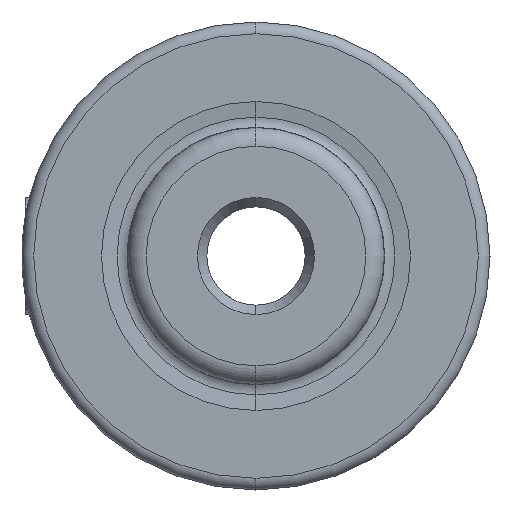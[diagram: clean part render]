
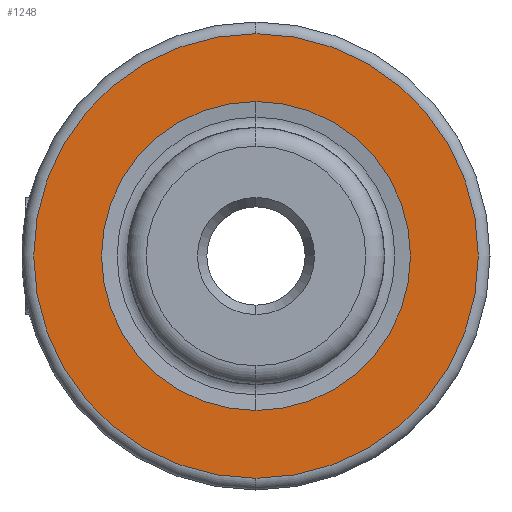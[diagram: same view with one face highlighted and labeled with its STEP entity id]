
A CAD part, left-side view. The second image highlights one B-rep face of the part: STEP entity #1248.
In plain terms, the highlighted planar face has unit normal (-1, 0, 0).
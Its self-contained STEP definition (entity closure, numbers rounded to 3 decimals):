
#2 = EDGE_CURVE ( 'NONE', #167, #1720, #1694, .T. ) ;
#9 = DIRECTION ( 'NONE',  ( 0., 0., 1. ) ) ;
#79 = CARTESIAN_POINT ( 'NONE',  ( 0., 0., 6.603 ) ) ;
#167 = VERTEX_POINT ( 'NONE', #1402 ) ;
#184 = EDGE_CURVE ( 'NONE', #1311, #622, #1247, .T. ) ;
#224 = EDGE_LOOP ( 'NONE', ( #1785, #1751 ) ) ;
#270 = DIRECTION ( 'NONE',  ( 0., 0., 1. ) ) ;
#283 = DIRECTION ( 'NONE',  ( -1., 0., 0. ) ) ;
#289 = CARTESIAN_POINT ( 'NONE',  ( 0., 0., 0. ) ) ;
#562 = DIRECTION ( 'NONE',  ( -1., 0., 0. ) ) ;
#622 = VERTEX_POINT ( 'NONE', #1880 ) ;
#636 = CARTESIAN_POINT ( 'NONE',  ( 0., 0., 9.5 ) ) ;
#790 = ORIENTED_EDGE ( 'NONE', *, *, #184, .F. ) ;
#981 = AXIS2_PLACEMENT_3D ( 'NONE', #1616, #1986, #9 ) ;
#1033 = CIRCLE ( 'NONE', #1711, 6.603 ) ;
#1068 = ORIENTED_EDGE ( 'NONE', *, *, #2104, .F. ) ;
#1185 = AXIS2_PLACEMENT_3D ( 'NONE', #2048, #2065, #2073 ) ;
#1211 = DIRECTION ( 'NONE',  ( 0., 0., -1. ) ) ;
#1217 = EDGE_LOOP ( 'NONE', ( #790, #1068 ) ) ;
#1241 = PLANE ( 'NONE',  #1803 ) ;
#1247 = CIRCLE ( 'NONE', #1185, 6.603 ) ;
#1248 = ADVANCED_FACE ( 'NONE', ( #1966, #1483 ), #1241, .F. ) ;
#1311 = VERTEX_POINT ( 'NONE', #79 ) ;
#1402 = CARTESIAN_POINT ( 'NONE',  ( 0., 0., -9.5 ) ) ;
#1408 = DIRECTION ( 'NONE',  ( 1., 0., 0. ) ) ;
#1483 = FACE_OUTER_BOUND ( 'NONE', #224, .T. ) ;
#1517 = AXIS2_PLACEMENT_3D ( 'NONE', #289, #283, #270 ) ;
#1616 = CARTESIAN_POINT ( 'NONE',  ( 0., 0., 0. ) ) ;
#1618 = EDGE_CURVE ( 'NONE', #1720, #167, #2101, .T. ) ;
#1694 = CIRCLE ( 'NONE', #981, 9.5 ) ;
#1711 = AXIS2_PLACEMENT_3D ( 'NONE', #2044, #562, #2247 ) ;
#1720 = VERTEX_POINT ( 'NONE', #636 ) ;
#1751 = ORIENTED_EDGE ( 'NONE', *, *, #2, .T. ) ;
#1785 = ORIENTED_EDGE ( 'NONE', *, *, #1618, .T. ) ;
#1803 = AXIS2_PLACEMENT_3D ( 'NONE', #1984, #1408, #1211 ) ;
#1880 = CARTESIAN_POINT ( 'NONE',  ( 0., 0., -6.603 ) ) ;
#1966 = FACE_BOUND ( 'NONE', #1217, .T. ) ;
#1984 = CARTESIAN_POINT ( 'NONE',  ( 0., 6.603, 0. ) ) ;
#1986 = DIRECTION ( 'NONE',  ( -1., 0., 0. ) ) ;
#2044 = CARTESIAN_POINT ( 'NONE',  ( 0., 0., 0. ) ) ;
#2048 = CARTESIAN_POINT ( 'NONE',  ( 0., 0., 0. ) ) ;
#2065 = DIRECTION ( 'NONE',  ( -1., 0., 0. ) ) ;
#2073 = DIRECTION ( 'NONE',  ( 0., 0., 1. ) ) ;
#2101 = CIRCLE ( 'NONE', #1517, 9.5 ) ;
#2104 = EDGE_CURVE ( 'NONE', #622, #1311, #1033, .T. ) ;
#2247 = DIRECTION ( 'NONE',  ( 0., 0., 1. ) ) ;
